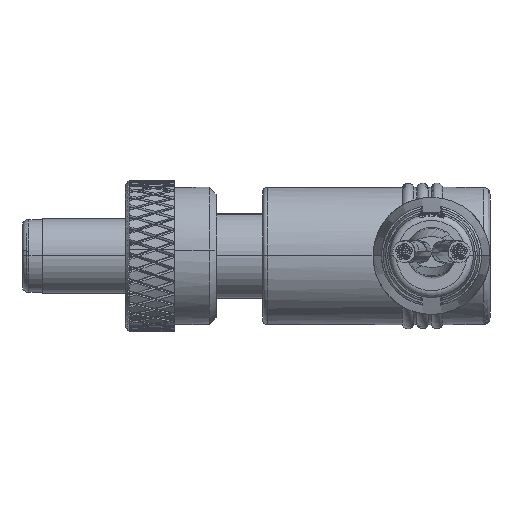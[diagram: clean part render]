
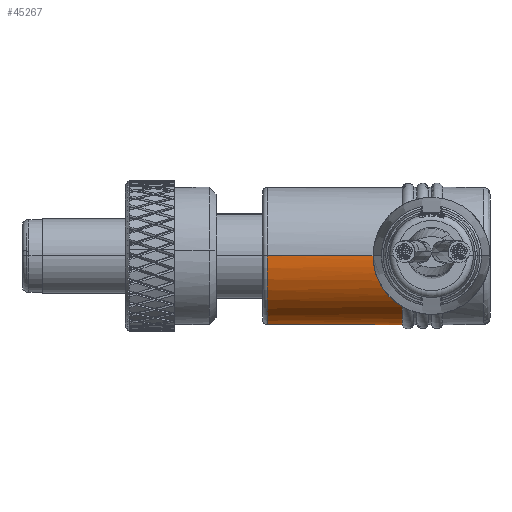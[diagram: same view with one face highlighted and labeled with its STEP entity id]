
A CAD part, top view. The second image highlights one B-rep face of the part: STEP entity #45267.
In plain terms, the highlighted cylindrical face has radius 5 mm (diameter 10 mm), a partial arc.
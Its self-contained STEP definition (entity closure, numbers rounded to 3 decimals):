
#1416 = DIRECTION ( 'NONE',  ( 0., 0., -1. ) ) ;
#2017 = ORIENTED_EDGE ( 'NONE', *, *, #49634, .T. ) ;
#5829 = CYLINDRICAL_SURFACE ( 'NONE', #50714, 5. ) ;
#6795 = ORIENTED_EDGE ( 'NONE', *, *, #34755, .T. ) ;
#7007 = EDGE_CURVE ( 'NONE', #32996, #21982, #9507, .T. ) ;
#9468 = CARTESIAN_POINT ( 'NONE',  ( 7.894, 2.193, 4.496 ) ) ;
#9507 = LINE ( 'NONE', #57918, #29018 ) ;
#9699 = DIRECTION ( 'NONE',  ( 1., 0., 0. ) ) ;
#9940 = VERTEX_POINT ( 'NONE', #59775 ) ;
#9960 = CARTESIAN_POINT ( 'NONE',  ( 7.396, 2.876, 4.1 ) ) ;
#13340 = CIRCLE ( 'NONE', #26325, 5. ) ;
#15653 = CARTESIAN_POINT ( 'NONE',  ( 7.98, 2.045, 4.566 ) ) ;
#15688 = CARTESIAN_POINT ( 'NONE',  ( 16.2, 0., 5. ) ) ;
#16091 = B_SPLINE_CURVE_WITH_KNOTS ( 'NONE', 3,
 ( #38769, #28380, #44213, #55548, #72321 ),
 .UNSPECIFIED., .F., .F.,
 ( 4, 1, 4 ),
 ( 0.014, 0.014, 0.014 ),
 .UNSPECIFIED. ) ;
#21331 = CARTESIAN_POINT ( 'NONE',  ( 8.372, 1.052, 4.891 ) ) ;
#21567 = CARTESIAN_POINT ( 'NONE',  ( 8.447, 0.694, 4.955 ) ) ;
#21982 = VERTEX_POINT ( 'NONE', #39626 ) ;
#23070 = EDGE_CURVE ( 'NONE', #55258, #21982, #13340, .T. ) ;
#23301 = VERTEX_POINT ( 'NONE', #43142 ) ;
#23873 = DIRECTION ( 'NONE',  ( 1., 0., 0. ) ) ;
#26325 = AXIS2_PLACEMENT_3D ( 'NONE', #35752, #52508, #1416 ) ;
#26525 = DIRECTION ( 'NONE',  ( 0., 0., -1. ) ) ;
#26785 = EDGE_CURVE ( 'NONE', #47709, #55258, #51507, .T. ) ;
#28380 = CARTESIAN_POINT ( 'NONE',  ( 8.492, 0.268, 4.993 ) ) ;
#29018 = VECTOR ( 'NONE', #23873, 1000. ) ;
#32372 = EDGE_LOOP ( 'NONE', ( #6795, #56729, #71805, #62964, #2017, #61480 ) ) ;
#32409 = FACE_OUTER_BOUND ( 'NONE', #32372, .T. ) ;
#32996 = VERTEX_POINT ( 'NONE', #54321 ) ;
#34755 = EDGE_CURVE ( 'NONE', #9940, #47709, #16091, .T. ) ;
#34823 = CIRCLE ( 'NONE', #38095, 5. ) ;
#35752 = CARTESIAN_POINT ( 'NONE',  ( 16.2, 0., 0. ) ) ;
#36563 = EDGE_CURVE ( 'NONE', #23301, #9940, #72708, .T. ) ;
#38095 = AXIS2_PLACEMENT_3D ( 'NONE', #44048, #38363, #26525 ) ;
#38363 = DIRECTION ( 'NONE',  ( 1., 0., 0. ) ) ;
#38393 = CARTESIAN_POINT ( 'NONE',  ( 8.5, 0., 5. ) ) ;
#38769 = CARTESIAN_POINT ( 'NONE',  ( 8.488, 0.322, 4.99 ) ) ;
#39626 = CARTESIAN_POINT ( 'NONE',  ( 16.2, 0., -5. ) ) ;
#43142 = CARTESIAN_POINT ( 'NONE',  ( 6.374, 3.681, 3.384 ) ) ;
#43326 = DIRECTION ( 'NONE',  ( 0., 0., -1. ) ) ;
#44048 = CARTESIAN_POINT ( 'NONE',  ( 6.374, 0., 0. ) ) ;
#44213 = CARTESIAN_POINT ( 'NONE',  ( 8.498, 0.161, 4.998 ) ) ;
#45267 = ADVANCED_FACE ( 'NONE', ( #32409 ), #5829, .T. ) ;
#47709 = VERTEX_POINT ( 'NONE', #38393 ) ;
#48724 = CARTESIAN_POINT ( 'NONE',  ( 6.374, 3.681, 3.384 ) ) ;
#48967 = CARTESIAN_POINT ( 'NONE',  ( 8.323, 1.226, 4.851 ) ) ;
#49634 = EDGE_CURVE ( 'NONE', #32996, #23301, #34823, .T. ) ;
#50714 = AXIS2_PLACEMENT_3D ( 'NONE', #71205, #9699, #43326 ) ;
#51019 = CARTESIAN_POINT ( 'NONE',  ( 16.5, 0., 5. ) ) ;
#51507 = LINE ( 'NONE', #51019, #69171 ) ;
#52508 = DIRECTION ( 'NONE',  ( -1., 0., 0. ) ) ;
#54321 = CARTESIAN_POINT ( 'NONE',  ( 6.374, 0., -5. ) ) ;
#55151 = CARTESIAN_POINT ( 'NONE',  ( 8.205, 1.566, 4.752 ) ) ;
#55258 = VERTEX_POINT ( 'NONE', #15688 ) ;
#55396 = CARTESIAN_POINT ( 'NONE',  ( 8.135, 1.732, 4.694 ) ) ;
#55548 = CARTESIAN_POINT ( 'NONE',  ( 8.5, 0.054, 5. ) ) ;
#56729 = ORIENTED_EDGE ( 'NONE', *, *, #26785, .T. ) ;
#57918 = CARTESIAN_POINT ( 'NONE',  ( 16.5, 0., -5. ) ) ;
#59775 = CARTESIAN_POINT ( 'NONE',  ( 8.488, 0.322, 4.99 ) ) ;
#60099 = CARTESIAN_POINT ( 'NONE',  ( 8.488, 0.322, 4.99 ) ) ;
#60353 = CARTESIAN_POINT ( 'NONE',  ( 7.615, 2.619, 4.271 ) ) ;
#60832 = CARTESIAN_POINT ( 'NONE',  ( 8.474, 0.508, 4.978 ) ) ;
#61480 = ORIENTED_EDGE ( 'NONE', *, *, #36563, .T. ) ;
#62964 = ORIENTED_EDGE ( 'NONE', *, *, #7007, .F. ) ;
#66747 = CARTESIAN_POINT ( 'NONE',  ( 6.658, 3.517, 3.562 ) ) ;
#67841 = DIRECTION ( 'NONE',  ( 1., 0., 0. ) ) ;
#69171 = VECTOR ( 'NONE', #67841, 1000. ) ;
#71205 = CARTESIAN_POINT ( 'NONE',  ( 16.5, 0., 0. ) ) ;
#71683 = CARTESIAN_POINT ( 'NONE',  ( 6.92, 3.323, 3.747 ) ) ;
#71805 = ORIENTED_EDGE ( 'NONE', *, *, #23070, .T. ) ;
#72321 = CARTESIAN_POINT ( 'NONE',  ( 8.5, 0., 5. ) ) ;
#72708 = B_SPLINE_CURVE_WITH_KNOTS ( 'NONE', 3,
 ( #48724, #66747, #71683, #9960, #60353, #9468, #15653, #55396, #55151, #48967, #21331, #21567, #60832, #60099 ),
 .UNSPECIFIED., .F., .F.,
 ( 4, 2, 2, 2, 2, 2, 4 ),
 ( 0.009, 0.011, 0.012, 0.012, 0.013, 0.013, 0.014 ),
 .UNSPECIFIED. ) ;
